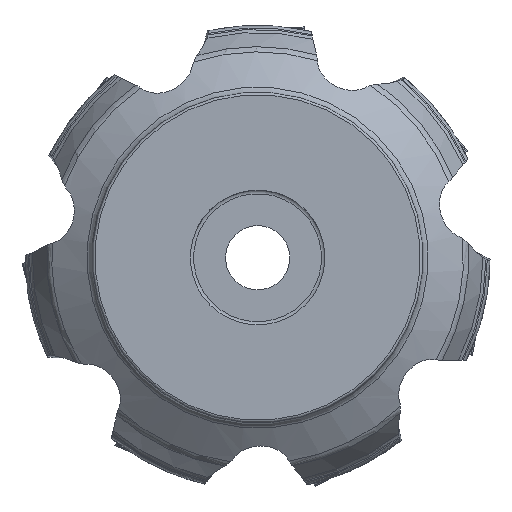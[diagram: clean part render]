
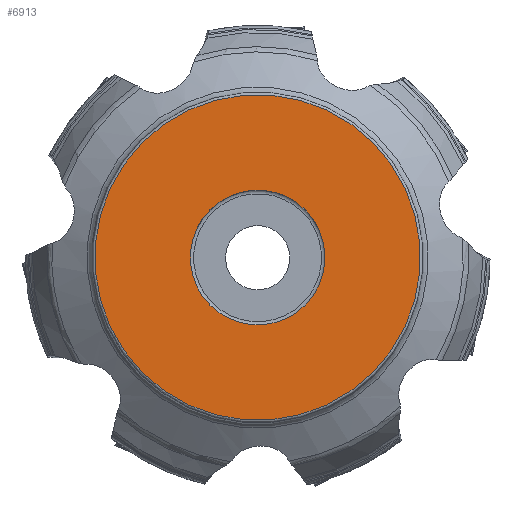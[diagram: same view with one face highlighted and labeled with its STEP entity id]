
A CAD part, top view. The second image highlights one B-rep face of the part: STEP entity #6913.
In plain terms, the highlighted planar face has unit normal (0, 0, 1).
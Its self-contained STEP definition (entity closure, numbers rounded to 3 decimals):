
#2314=FACE_BOUND('',#13630,.T.);
#2315=FACE_BOUND('',#13631,.T.);
#6913=ADVANCED_FACE('CU_BACK_F001',(#2314,#2315),#7559,.F.);
#7559=PLANE('',#55000);
#13630=EDGE_LOOP('',(#32622));
#13631=EDGE_LOOP('',(#32623));
#16114=CIRCLE('',#50572,11.005);
#18045=CIRCLE('',#54998,26.6);
#32622=ORIENTED_EDGE('',*,*,#39034,.F.);
#32623=ORIENTED_EDGE('',*,*,#44869,.T.);
#34034=VERTEX_POINT('',#76768);
#37456=VERTEX_POINT('',#112526);
#39034=EDGE_CURVE('',#34034,#34034,#16114,.T.);
#44869=EDGE_CURVE('',#37456,#37456,#18045,.T.);
#50572=AXIS2_PLACEMENT_3D('',#76767,#57423,#57424);
#54998=AXIS2_PLACEMENT_3D('',#112525,#68110,#68111);
#55000=AXIS2_PLACEMENT_3D('',#112528,#68114,#68115);
#57423=DIRECTION('',(0.,0.,1.));
#57424=DIRECTION('',(0.966,0.259,0.));
#68110=DIRECTION('',(0.,0.,1.));
#68111=DIRECTION('',(0.966,0.259,0.));
#68114=DIRECTION('',(0.,0.,-1.));
#68115=DIRECTION('',(-0.966,-0.259,0.));
#76767=CARTESIAN_POINT('',(0.,0.,
0.));
#76768=CARTESIAN_POINT('',(10.63,2.848,0.));
#112525=CARTESIAN_POINT('',(0.,0.,
0.));
#112526=CARTESIAN_POINT('',(25.694,6.885,0.));
#112528=CARTESIAN_POINT('',(-24.,0.,0.));
